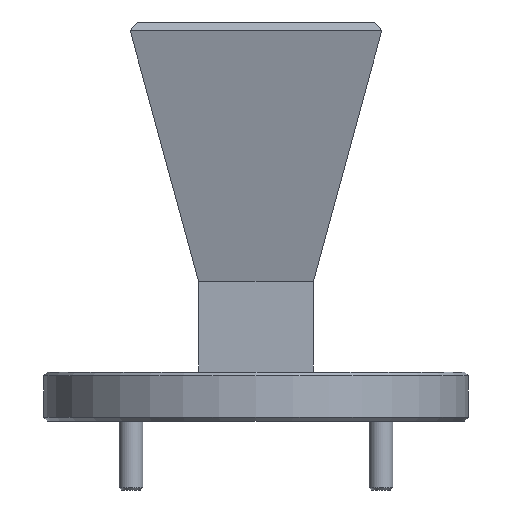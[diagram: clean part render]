
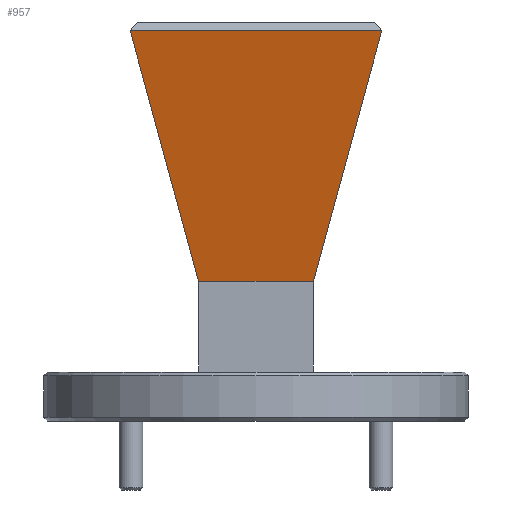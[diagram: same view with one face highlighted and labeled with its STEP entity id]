
A CAD part, front view. The second image highlights one B-rep face of the part: STEP entity #957.
In plain terms, the highlighted planar face has unit normal (0, -0.97, -0.242).
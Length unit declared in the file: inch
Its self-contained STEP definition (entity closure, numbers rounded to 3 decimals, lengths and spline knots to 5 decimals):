
#15 = CARTESIAN_POINT ( 'NONE',  ( -0.152, -0.096, -0.68735 ) ) ;
#18 = LINE ( 'NONE', #873, #982 ) ;
#265 = ORIENTED_EDGE ( 'NONE', *, *, #2020, .T. ) ;
#367 = PLANE ( 'NONE',  #1391 ) ;
#437 = CARTESIAN_POINT ( 'NONE',  ( 0.33316, -0.26147, -0.02369 ) ) ;
#539 = DIRECTION ( 'NONE',  ( -0.256, 0.234, -0.938 ) ) ;
#548 = VECTOR ( 'NONE', #883, 39.37008 ) ;
#550 = LINE ( 'NONE', #2501, #1210 ) ;
#571 = FACE_OUTER_BOUND ( 'NONE', #717, .T. ) ;
#688 = VERTEX_POINT ( 'NONE', #2624 ) ;
#715 = EDGE_CURVE ( 'NONE', #2730, #688, #1981, .T. ) ;
#717 = EDGE_LOOP ( 'NONE', ( #265, #1794, #2632, #2695 ) ) ;
#873 = CARTESIAN_POINT ( 'NONE',  ( 0., -0.096, -0.68735 ) ) ;
#883 = DIRECTION ( 'NONE',  ( -0.256, -0.234, 0.938 ) ) ;
#947 = LINE ( 'NONE', #2447, #1620 ) ;
#957 = ADVANCED_FACE ( 'NONE', ( #571 ), #367, .T. ) ;
#982 = VECTOR ( 'NONE', #1170, 39.37008 ) ;
#1170 = DIRECTION ( 'NONE',  ( 1., 0., 0. ) ) ;
#1210 = VECTOR ( 'NONE', #539, 39.37008 ) ;
#1232 = EDGE_CURVE ( 'NONE', #2749, #688, #947, .T. ) ;
#1391 = AXIS2_PLACEMENT_3D ( 'NONE', #1889, #1504, #2770 ) ;
#1504 = DIRECTION ( 'NONE',  ( 0., -0.97, -0.242 ) ) ;
#1620 = VECTOR ( 'NONE', #2705, 39.37008 ) ;
#1794 = ORIENTED_EDGE ( 'NONE', *, *, #2557, .F. ) ;
#1889 = CARTESIAN_POINT ( 'NONE',  ( 0., -0.18169, -0.34367 ) ) ;
#1971 = VERTEX_POINT ( 'NONE', #2273 ) ;
#1981 = LINE ( 'NONE', #15, #548 ) ;
#2020 = EDGE_CURVE ( 'NONE', #2730, #1971, #18, .T. ) ;
#2273 = CARTESIAN_POINT ( 'NONE',  ( 0.152, -0.096, -0.68735 ) ) ;
#2447 = CARTESIAN_POINT ( 'NONE',  ( 0., -0.26147, -0.02369 ) ) ;
#2501 = CARTESIAN_POINT ( 'NONE',  ( 0.33316, -0.26147, -0.02369 ) ) ;
#2557 = EDGE_CURVE ( 'NONE', #2749, #1971, #550, .T. ) ;
#2624 = CARTESIAN_POINT ( 'NONE',  ( -0.33316, -0.26147, -0.02369 ) ) ;
#2632 = ORIENTED_EDGE ( 'NONE', *, *, #1232, .T. ) ;
#2695 = ORIENTED_EDGE ( 'NONE', *, *, #715, .F. ) ;
#2705 = DIRECTION ( 'NONE',  ( -1., 0., 0. ) ) ;
#2730 = VERTEX_POINT ( 'NONE', #2837 ) ;
#2749 = VERTEX_POINT ( 'NONE', #437 ) ;
#2770 = DIRECTION ( 'NONE',  ( 0., 0.242, -0.97 ) ) ;
#2837 = CARTESIAN_POINT ( 'NONE',  ( -0.152, -0.096, -0.68735 ) ) ;
